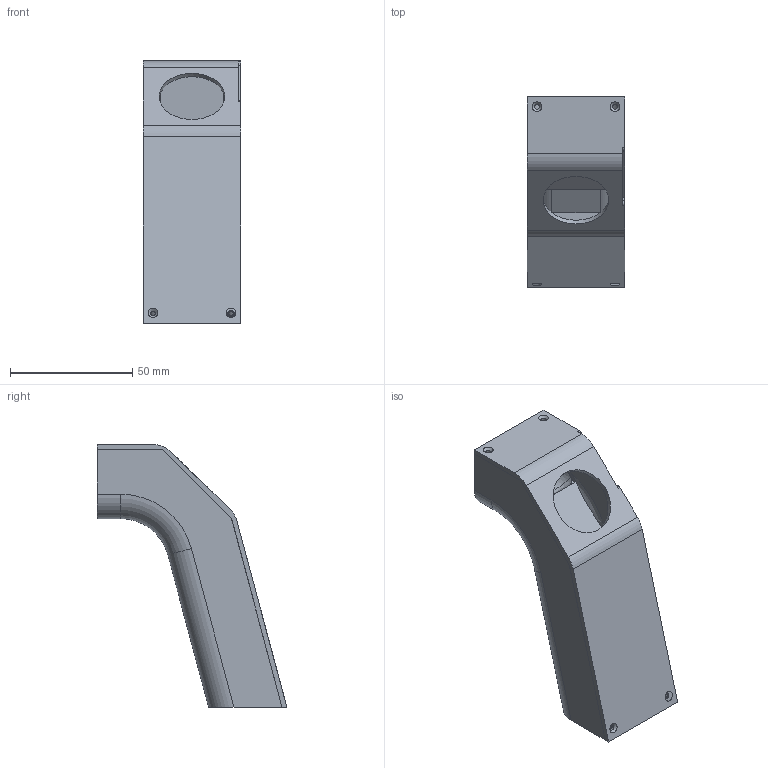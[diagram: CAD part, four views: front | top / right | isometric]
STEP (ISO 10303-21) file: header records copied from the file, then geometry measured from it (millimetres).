
FILE_DESCRIPTION(/* description */ (''),/* implementation_level */ '2;1');
FILE_NAME(/* name */ 'kuba_rc--backup_save--4-05-2024.step',/* time_stamp */ '2024-05-04T12:33:01+02:00',/* author */ (''),/* organization */ (''),/* preprocessor_version */ 'ST-DEVELOPER v20',/* originating_system */ 'Autodesk Translation Framework v12.20.1.177',/* authorisation */ '');
FILE_SCHEMA (('AUTOMOTIVE_DESIGN { 1 0 10303 214 3 1 1 }'));
Length unit declared in the file: millimetre
Products named in the file (3): kuba rc; body; top
Assembly tree (2 placements, depth 2):
  kuba rc
    body
    top
Bounding box: 40 x 77.71 x 107.58 mm (x, y, z)
Volume: 38558.6 mm3; surface area: 36950.5 mm2
Topology: 2 solids, 2 shells, 105 faces, 277 edges, 180 vertices
Faces by surface type: plane 53, cylinder 36, bspline 6, torus 6, cone 4
Full cylindrical faces by diameter (mm): 2 x4, 3 x7, 27 x1
Entity records: 3612 total; most frequent: CARTESIAN_POINT 883, ORIENTED_EDGE 554, DIRECTION 541, EDGE_CURVE 277, AXIS2_PLACEMENT_3D 182, VERTEX_POINT 180, LINE 177, VECTOR 177
